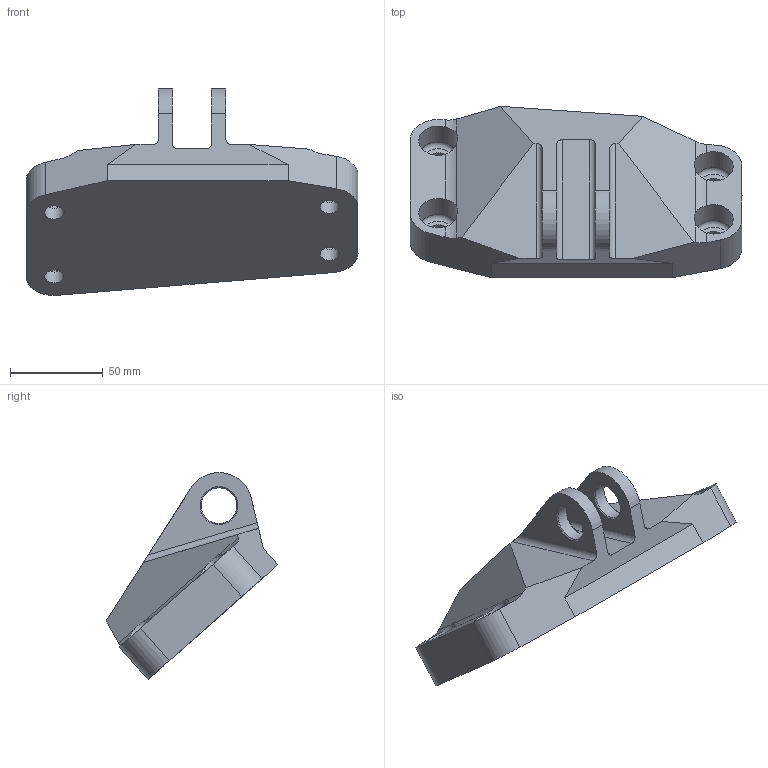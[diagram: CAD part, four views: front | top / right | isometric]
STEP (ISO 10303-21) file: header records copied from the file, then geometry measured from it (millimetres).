
FILE_DESCRIPTION(/* description */ ('STEP AP242','CAx-IF Rec.Pracs.---Representation and Presentation of Product Manufacturing Information (PMI)---4.0---2014-10-13','CAx-IF Rec.Pracs.---3D Tessellated Geometry---0.4---2014-09-14','2;1'),/* implementation_level */ '2;1');
FILE_NAME(/* name */ '68a4b37a8dc5ff51c43f9536',/* time_stamp */ '2025-08-19T17:25:16Z',/* author */ (''),/* organization */ (''),/* preprocessor_version */ 'ST-DEVELOPER v20',/* originating_system */ 'ONSHAPE BY PTC INC, 1.202',/* authorisation */ ' ');
FILE_SCHEMA (('AP242_MANAGED_MODEL_BASED_3D_ENGINEERING_MIM_LF { 1 0 10303 442 1 1 4 }'));
Length unit declared in the file: metre
Products named in the file (1): Bracket (Alu)
Bounding box: 178.54 x 92.15 x 111.26 mm (x, y, z)
Volume: 172107 mm3; surface area: 102889.5 mm2
Topology: 1 solids, 2 shells, 316 faces, 766 edges, 443 vertices
Faces by surface type: cylinder 127, bspline 70, plane 59, sphere 44, torus 12, cone 4
Full cylindrical faces by diameter (mm): 10.312 x3, 10.668 x1, 19.113 x2, 21.082 x4
Entity records: 11437 total; most frequent: CARTESIAN_POINT 4523, DIRECTION 1427, ORIENTED_EDGE 1426, EDGE_CURVE 713, AXIS2_PLACEMENT_3D 584, VERTEX_POINT 418, EDGE_LOOP 347, FACE_BOUND 347
